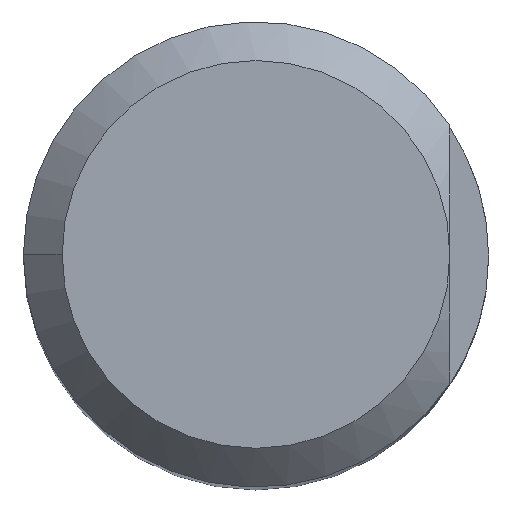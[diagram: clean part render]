
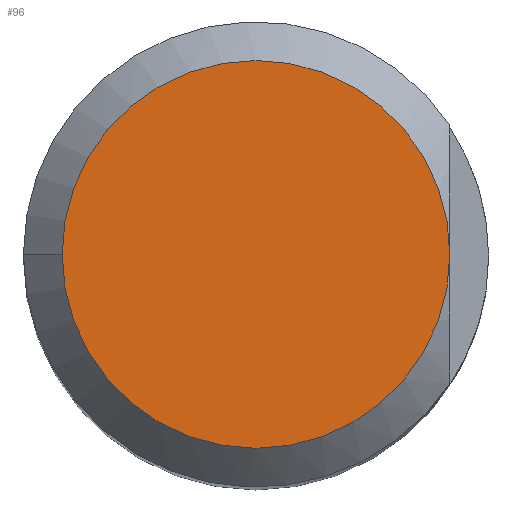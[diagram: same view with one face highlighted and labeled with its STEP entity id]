
A CAD part, top view. The second image highlights one B-rep face of the part: STEP entity #96.
In plain terms, the highlighted planar face has unit normal (0, 0, 1).
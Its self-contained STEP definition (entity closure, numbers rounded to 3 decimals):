
#5 = FACE_OUTER_BOUND ( 'NONE', #70, .T. ) ;
#16 = ORIENTED_EDGE ( 'NONE', *, *, #194, .T. ) ;
#49 = CIRCLE ( 'NONE', #94, 2.5 ) ;
#62 = CARTESIAN_POINT ( 'NONE',  ( -2.5, 0., 21.5 ) ) ;
#70 = EDGE_LOOP ( 'NONE', ( #16, #246 ) ) ;
#74 = DIRECTION ( 'NONE',  ( 1., 0., 0. ) ) ;
#94 = AXIS2_PLACEMENT_3D ( 'NONE', #97, #137, #74 ) ;
#95 = DIRECTION ( 'NONE',  ( 0., 0., 1. ) ) ;
#96 = ADVANCED_FACE ( 'NONE', ( #5 ), #122, .T. ) ;
#97 = CARTESIAN_POINT ( 'NONE',  ( 0., 0., 21.5 ) ) ;
#98 = DIRECTION ( 'NONE',  ( 0., 0., 1. ) ) ;
#111 = VERTEX_POINT ( 'NONE', #62 ) ;
#114 = CARTESIAN_POINT ( 'NONE',  ( 0., 0., 21.5 ) ) ;
#122 = PLANE ( 'NONE',  #139 ) ;
#134 = CIRCLE ( 'NONE', #226, 2.5 ) ;
#137 = DIRECTION ( 'NONE',  ( 0., 0., 1. ) ) ;
#139 = AXIS2_PLACEMENT_3D ( 'NONE', #190, #98, #242 ) ;
#142 = CARTESIAN_POINT ( 'NONE',  ( 2.5, 0., 21.5 ) ) ;
#186 = DIRECTION ( 'NONE',  ( 1., 0., 0. ) ) ;
#190 = CARTESIAN_POINT ( 'NONE',  ( 0., 0., 21.5 ) ) ;
#194 = EDGE_CURVE ( 'NONE', #199, #111, #49, .T. ) ;
#199 = VERTEX_POINT ( 'NONE', #142 ) ;
#226 = AXIS2_PLACEMENT_3D ( 'NONE', #114, #95, #186 ) ;
#242 = DIRECTION ( 'NONE',  ( 1., 0., 0. ) ) ;
#246 = ORIENTED_EDGE ( 'NONE', *, *, #273, .T. ) ;
#273 = EDGE_CURVE ( 'NONE', #111, #199, #134, .T. ) ;
